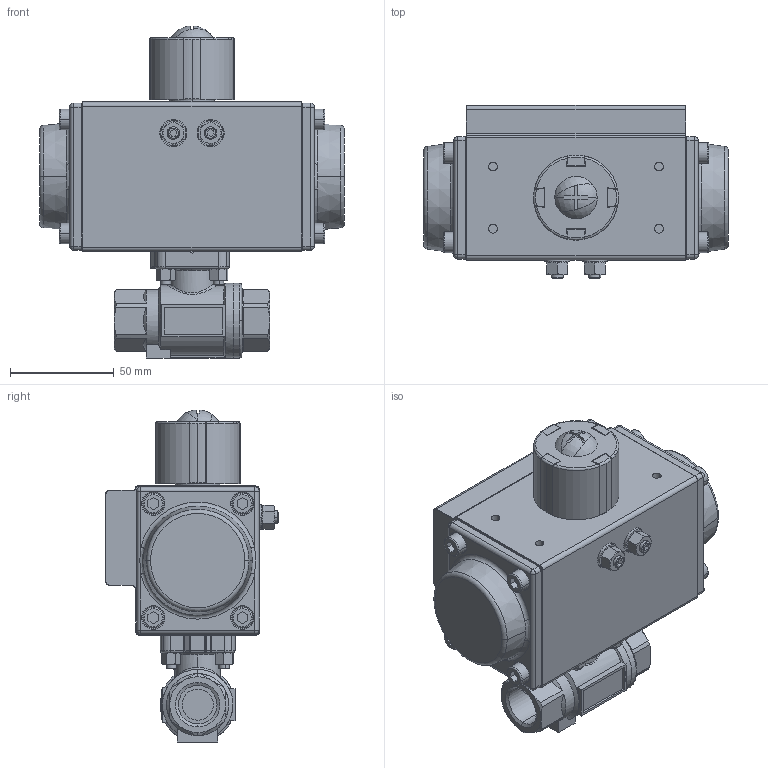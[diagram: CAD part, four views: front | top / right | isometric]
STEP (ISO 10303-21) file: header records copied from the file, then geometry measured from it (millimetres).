
FILE_DESCRIPTION(('HOOPS Exchange Step'),'2;1');
FILE_NAME('PK0201_PK0202_DN15_DVGW.stp','2025-04-04T16:36:44+02:00',('nieru'),('Unknown organisation'),'HOOPS Exchange 2024.2','HOOPS Exchange','Unknown authorisation');
FILE_SCHEMA( ('AP203_CONFIGURATION_CONTROLLED_3D_DESIGN_OF_MECHANICAL_PARTS_AND_ASSEMBLIES_MIM_LF') );
Length unit declared in the file: millimetre
Products named in the file (6): 0; root
Assembly tree (5 placements, depth 3):
  root
    0
      0
      0
      0
      0
Bounding box: 147 x 83.5 x 160.15 mm (x, y, z)
Volume: 496269.9 mm3; surface area: 129752.3 mm2
Topology: 35 solids, 35 shells, 1435 faces, 3478 edges, 2155 vertices
Faces by surface type: plane 620, cylinder 402, cone 175, torus 114, bspline 84, sphere 40
Full cylindrical faces by diameter (mm): 5 x1
Entity records: 48753 total; most frequent: CARTESIAN_POINT 15884, ORIENTED_EDGE 6876, DIRECTION 6573, EDGE_CURVE 3438, AXIS2_PLACEMENT_3D 2440, VERTEX_POINT 2157, VECTOR 1693, LINE 1693
